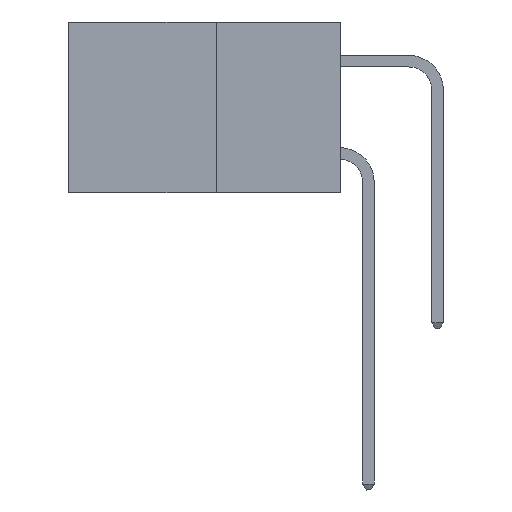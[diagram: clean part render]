
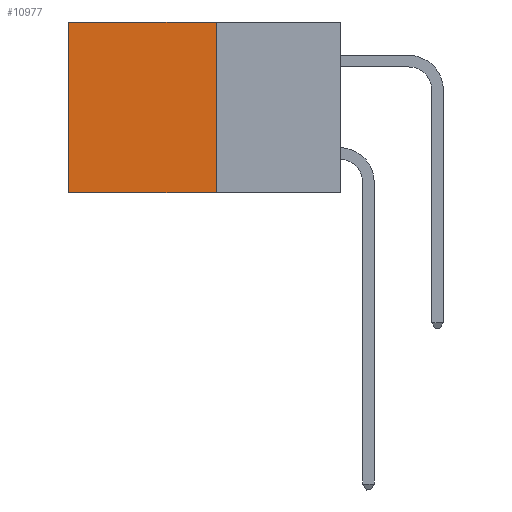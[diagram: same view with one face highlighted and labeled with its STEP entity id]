
A CAD part, left-side view. The second image highlights one B-rep face of the part: STEP entity #10977.
In plain terms, the highlighted planar face has unit normal (-1, 0, 0).
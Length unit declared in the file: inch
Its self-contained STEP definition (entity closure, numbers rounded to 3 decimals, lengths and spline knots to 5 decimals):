
#1635 = CARTESIAN_POINT ( 'NONE',  ( 0.277, 0.59, 0. ) ) ;
#3878 = CARTESIAN_POINT ( 'NONE',  ( 0.277, 0.27, -0.37 ) ) ;
#3898 = CARTESIAN_POINT ( 'NONE',  ( 0.277, 0.59, -0.37 ) ) ;
#4046 = ORIENTED_EDGE ( 'NONE', *, *, #7864, .F. ) ;
#4321 = AXIS2_PLACEMENT_3D ( 'NONE', #16319, #17773, #8810 ) ;
#4699 = FACE_OUTER_BOUND ( 'NONE', #6456, .T. ) ;
#4911 = EDGE_CURVE ( 'NONE', #4922, #5963, #16376, .T. ) ;
#4913 = VECTOR ( 'NONE', #5525, 39.37008 ) ;
#4922 = VERTEX_POINT ( 'NONE', #14898 ) ;
#5525 = DIRECTION ( 'NONE',  ( 0., 0., -1. ) ) ;
#5608 = CARTESIAN_POINT ( 'NONE',  ( 0.277, 0.27, 0. ) ) ;
#5834 = CARTESIAN_POINT ( 'NONE',  ( 0.277, 0.27, -0.37 ) ) ;
#5963 = VERTEX_POINT ( 'NONE', #5834 ) ;
#6412 = ORIENTED_EDGE ( 'NONE', *, *, #8615, .T. ) ;
#6456 = EDGE_LOOP ( 'NONE', ( #13919, #4046, #14614, #6412 ) ) ;
#7033 = DIRECTION ( 'NONE',  ( 0., 1., 0. ) ) ;
#7777 = LINE ( 'NONE', #5608, #15335 ) ;
#7864 = EDGE_CURVE ( 'NONE', #5963, #15212, #9915, .T. ) ;
#8615 = EDGE_CURVE ( 'NONE', #4922, #15546, #7777, .T. ) ;
#8750 = PLANE ( 'NONE',  #4321 ) ;
#8810 = DIRECTION ( 'NONE',  ( 0., 0., -1. ) ) ;
#9044 = LINE ( 'NONE', #3898, #4913 ) ;
#9915 = LINE ( 'NONE', #3878, #16981 ) ;
#10977 = ADVANCED_FACE ( 'NONE', ( #4699 ), #8750, .F. ) ;
#12850 = VECTOR ( 'NONE', #13839, 39.37008 ) ;
#13839 = DIRECTION ( 'NONE',  ( 0., 0., -1. ) ) ;
#13919 = ORIENTED_EDGE ( 'NONE', *, *, #14486, .T. ) ;
#14410 = CARTESIAN_POINT ( 'NONE',  ( 0.277, 0.27, -0.37 ) ) ;
#14486 = EDGE_CURVE ( 'NONE', #15546, #15212, #9044, .T. ) ;
#14614 = ORIENTED_EDGE ( 'NONE', *, *, #4911, .F. ) ;
#14780 = DIRECTION ( 'NONE',  ( 0., 1., 0. ) ) ;
#14898 = CARTESIAN_POINT ( 'NONE',  ( 0.277, 0.27, 0. ) ) ;
#15212 = VERTEX_POINT ( 'NONE', #16127 ) ;
#15335 = VECTOR ( 'NONE', #14780, 39.37008 ) ;
#15546 = VERTEX_POINT ( 'NONE', #1635 ) ;
#16127 = CARTESIAN_POINT ( 'NONE',  ( 0.277, 0.59, -0.37 ) ) ;
#16319 = CARTESIAN_POINT ( 'NONE',  ( 0.277, 0.27, -0.37 ) ) ;
#16376 = LINE ( 'NONE', #14410, #12850 ) ;
#16981 = VECTOR ( 'NONE', #7033, 39.37008 ) ;
#17773 = DIRECTION ( 'NONE',  ( 1., 0., 0. ) ) ;
